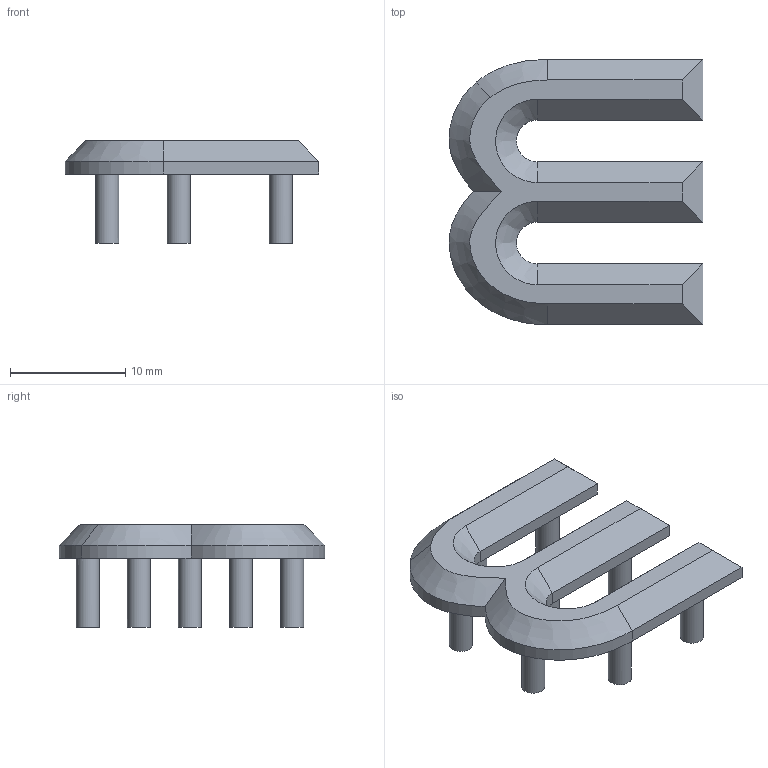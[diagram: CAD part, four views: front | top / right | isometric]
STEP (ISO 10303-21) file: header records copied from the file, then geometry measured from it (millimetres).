
FILE_DESCRIPTION(/* description */ (''),/* implementation_level */ '2;1');
FILE_NAME(/* name */ 'Eva_1 v5.step',/* time_stamp */ '2021-10-07T15:43:07+02:00',/* author */ (''),/* organization */ (''),/* preprocessor_version */ 'ST-DEVELOPER v18.1',/* originating_system */ 'Autodesk Translation Framework v10.10.0.1391',/* authorisation */ '');
FILE_SCHEMA (('AUTOMOTIVE_DESIGN { 1 0 10303 214 3 1 1 }'));
Length unit declared in the file: millimetre
Products named in the file (1): Eva_1
Bounding box: 22 x 23 x 8.9 mm (x, y, z)
Volume: 930.3 mm3; surface area: 1438.7 mm2
Topology: 1 solids, 1 shells, 62 faces, 118 edges, 74 vertices
Faces by surface type: plane 36, bspline 26
Entity records: 2479 total; most frequent: CARTESIAN_POINT 1363, ORIENTED_EDGE 236, DIRECTION 146, EDGE_CURVE 118, EDGE_LOOP 78, VERTEX_POINT 74, LINE 70, VECTOR 70
